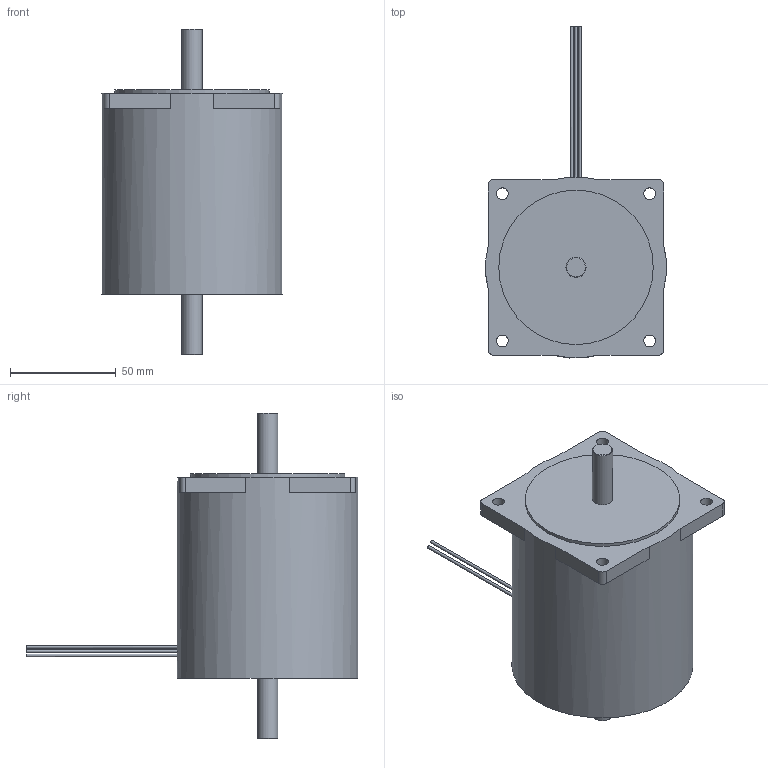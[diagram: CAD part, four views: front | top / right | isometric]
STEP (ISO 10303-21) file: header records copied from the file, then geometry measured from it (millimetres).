
FILE_DESCRIPTION((''),'2;1');
FILE_NAME('rich''8618m dbl.stp','2009-05-26T20:43:12',('rbadgerow'),(''),'Autodesk Inventor 2009','Autodesk Inventor 2009','');
FILE_SCHEMA(('AUTOMOTIVE_DESIGN { 1 0 10303 214 1 1 1 1 }'));
Length unit declared in the file: inch
Products named in the file (1): 8618m dbl
Bounding box: 85.39 x 157 x 153.92 mm (x, y, z)
Volume: 565399.5 mm3; surface area: 43400.8 mm2
Topology: 1 solids, 1 shells, 39 faces, 87 edges, 57 vertices
Faces by surface type: plane 21, cylinder 16, cone 2
Full cylindrical faces by diameter (mm): 1.27 x4, 5.588 x4, 9.525 x2, 73.025 x1, 85.598 x1
Entity records: 1242 total; most frequent: CARTESIAN_POINT 302, DIRECTION 186, ORIENTED_EDGE 146, AXIS2_PLACEMENT_3D 77, EDGE_CURVE 73, EDGE_LOOP 68, VERTEX_POINT 57, FACE_OUTER_BOUND 39
